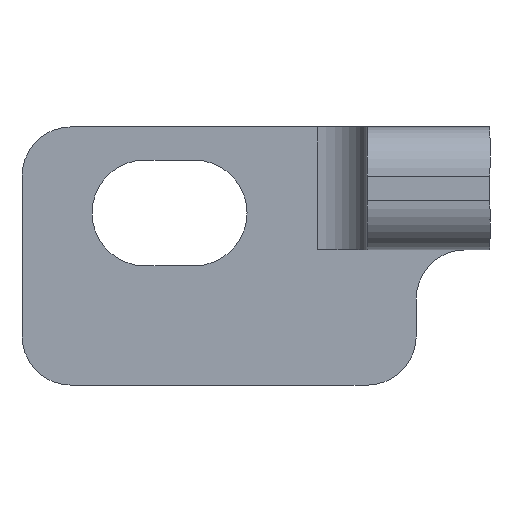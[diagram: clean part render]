
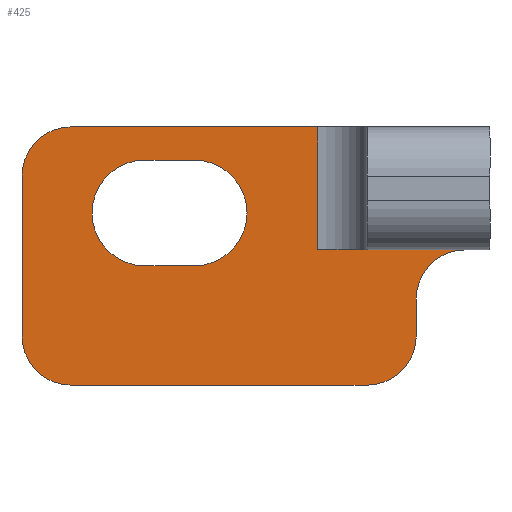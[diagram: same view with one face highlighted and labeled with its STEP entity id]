
A CAD part, front view. The second image highlights one B-rep face of the part: STEP entity #425.
In plain terms, the highlighted planar face has unit normal (0, -1, 0).
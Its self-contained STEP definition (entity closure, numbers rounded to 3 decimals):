
#16=FACE_BOUND('',#74,.T.);
#28=PLANE('',#481);
#50=FACE_OUTER_BOUND('',#73,.T.);
#73=EDGE_LOOP('',(#380,#381,#382,#383,#384,#385,#386,#387,#388,#389));
#74=EDGE_LOOP('',(#390,#391,#392,#393));
#75=CIRCLE('',#441,2.);
#77=CIRCLE('',#445,2.);
#91=CIRCLE('',#468,2.);
#92=CIRCLE('',#471,2.);
#93=CIRCLE('',#477,2.15);
#94=CIRCLE('',#480,2.15);
#97=LINE('',#628,#136);
#111=LINE('',#673,#150);
#116=LINE('',#691,#155);
#122=LINE('',#708,#161);
#126=LINE('',#717,#165);
#127=LINE('',#719,#166);
#129=LINE('',#724,#168);
#132=LINE('',#732,#171);
#136=VECTOR('',#494,10.);
#150=VECTOR('',#534,10.);
#155=VECTOR('',#553,10.);
#161=VECTOR('',#571,10.);
#165=VECTOR('',#583,10.);
#166=VECTOR('',#586,10.);
#168=VECTOR('',#590,10.);
#171=VECTOR('',#599,10.);
#176=VERTEX_POINT('',#619);
#177=VERTEX_POINT('',#621);
#179=VERTEX_POINT('',#627);
#181=VERTEX_POINT('',#633);
#197=VERTEX_POINT('',#671);
#203=VERTEX_POINT('',#689);
#206=VERTEX_POINT('',#701);
#207=VERTEX_POINT('',#702);
#208=VERTEX_POINT('',#707);
#209=VERTEX_POINT('',#711);
#210=VERTEX_POINT('',#721);
#211=VERTEX_POINT('',#723);
#212=VERTEX_POINT('',#727);
#213=VERTEX_POINT('',#731);
#216=EDGE_CURVE('',#176,#177,#75,.T.);
#219=EDGE_CURVE('',#179,#177,#97,.T.);
#222=EDGE_CURVE('',#179,#181,#77,.T.);
#242=EDGE_CURVE('',#176,#197,#111,.T.);
#251=EDGE_CURVE('',#203,#197,#116,.T.);
#256=EDGE_CURVE('',#206,#207,#91,.T.);
#259=EDGE_CURVE('',#208,#207,#122,.T.);
#261=EDGE_CURVE('',#208,#209,#92,.T.);
#264=EDGE_CURVE('',#206,#181,#126,.T.);
#265=EDGE_CURVE('',#203,#209,#127,.T.);
#267=EDGE_CURVE('',#211,#210,#129,.T.);
#269=EDGE_CURVE('',#212,#211,#93,.T.);
#271=EDGE_CURVE('',#213,#212,#132,.T.);
#273=EDGE_CURVE('',#210,#213,#94,.T.);
#380=ORIENTED_EDGE('',*,*,#222,.F.);
#381=ORIENTED_EDGE('',*,*,#219,.T.);
#382=ORIENTED_EDGE('',*,*,#216,.F.);
#383=ORIENTED_EDGE('',*,*,#242,.T.);
#384=ORIENTED_EDGE('',*,*,#251,.F.);
#385=ORIENTED_EDGE('',*,*,#265,.T.);
#386=ORIENTED_EDGE('',*,*,#261,.F.);
#387=ORIENTED_EDGE('',*,*,#259,.T.);
#388=ORIENTED_EDGE('',*,*,#256,.F.);
#389=ORIENTED_EDGE('',*,*,#264,.T.);
#390=ORIENTED_EDGE('',*,*,#273,.T.);
#391=ORIENTED_EDGE('',*,*,#271,.T.);
#392=ORIENTED_EDGE('',*,*,#269,.T.);
#393=ORIENTED_EDGE('',*,*,#267,.T.);
#425=ADVANCED_FACE('',(#50,#16),#28,.T.);
#441=AXIS2_PLACEMENT_3D('',#622,#487,#488);
#445=AXIS2_PLACEMENT_3D('',#634,#499,#500);
#468=AXIS2_PLACEMENT_3D('',#703,#565,#566);
#471=AXIS2_PLACEMENT_3D('',#712,#575,#576);
#477=AXIS2_PLACEMENT_3D('',#728,#594,#595);
#480=AXIS2_PLACEMENT_3D('',#735,#603,#604);
#481=AXIS2_PLACEMENT_3D('',#736,#605,#606);
#487=DIRECTION('center_axis',(0.,-1.,0.));
#488=DIRECTION('ref_axis',(-0.707,0.,0.707));
#494=DIRECTION('',(0.,0.,1.));
#499=DIRECTION('center_axis',(0.,1.,0.));
#500=DIRECTION('ref_axis',(0.707,0.,-0.707));
#534=DIRECTION('',(-1.,0.,0.));
#553=DIRECTION('',(0.,0.,-1.));
#565=DIRECTION('center_axis',(0.,1.,0.));
#566=DIRECTION('ref_axis',(-0.707,0.,-0.707));
#571=DIRECTION('',(0.,0.,-1.));
#575=DIRECTION('center_axis',(0.,1.,0.));
#576=DIRECTION('ref_axis',(-0.707,0.,0.707));
#583=DIRECTION('',(1.,0.,0.));
#586=DIRECTION('',(-1.,0.,0.));
#590=DIRECTION('',(-1.,0.,0.));
#594=DIRECTION('center_axis',(0.,1.,0.));
#595=DIRECTION('ref_axis',(0.,0.,-1.));
#599=DIRECTION('',(1.,0.,0.));
#603=DIRECTION('center_axis',(0.,1.,0.));
#604=DIRECTION('ref_axis',(0.,0.,
1.));
#605=DIRECTION('center_axis',(0.,-1.,0.));
#606=DIRECTION('ref_axis',(1.,0.,0.));
#619=CARTESIAN_POINT('',(-142.5,8.,-21.));
#621=CARTESIAN_POINT('',(-144.5,8.,-23.));
#622=CARTESIAN_POINT('Origin',(-142.5,8.,-23.));
#627=CARTESIAN_POINT('',(-144.5,8.,-24.5));
#628=CARTESIAN_POINT('',(-144.5,8.,-22.5));
#633=CARTESIAN_POINT('',(-146.5,8.,-26.5));
#634=CARTESIAN_POINT('Origin',(-146.5,8.,-24.5));
#671=CARTESIAN_POINT('',(-148.5,8.,-21.));
#673=CARTESIAN_POINT('',(-142.5,8.,-21.));
#689=CARTESIAN_POINT('',(-148.5,8.,-16.));
#691=CARTESIAN_POINT('',(-148.5,8.,-18.625));
#701=CARTESIAN_POINT('',(-158.53,8.,-26.5));
#702=CARTESIAN_POINT('',(-160.53,8.,-24.5));
#703=CARTESIAN_POINT('Origin',(-158.53,8.,-24.5));
#707=CARTESIAN_POINT('',(-160.53,8.,-18.));
#708=CARTESIAN_POINT('',(-160.53,8.,-16.));
#711=CARTESIAN_POINT('',(-158.53,8.,-16.));
#712=CARTESIAN_POINT('Origin',(-158.53,8.,-18.));
#717=CARTESIAN_POINT('',(-160.53,8.,-26.5));
#719=CARTESIAN_POINT('',(-142.5,8.,-16.));
#721=CARTESIAN_POINT('',(-155.53,8.,-21.65));
#723=CARTESIAN_POINT('',(-153.53,8.,-21.65));
#724=CARTESIAN_POINT('',(-155.53,8.,-21.65));
#727=CARTESIAN_POINT('',(-153.53,8.,-17.35));
#728=CARTESIAN_POINT('Origin',(-153.53,8.,-19.5));
#731=CARTESIAN_POINT('',(-155.53,8.,-17.35));
#732=CARTESIAN_POINT('',(-153.53,8.,-17.35));
#735=CARTESIAN_POINT('Origin',(-155.53,8.,-19.5));
#736=CARTESIAN_POINT('Origin',(-151.515,8.,-21.25));
